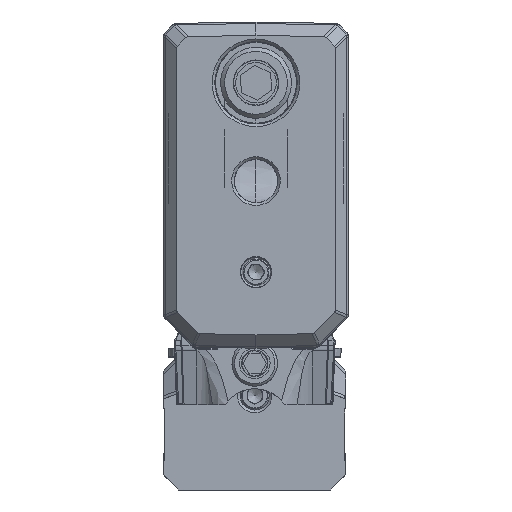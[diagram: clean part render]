
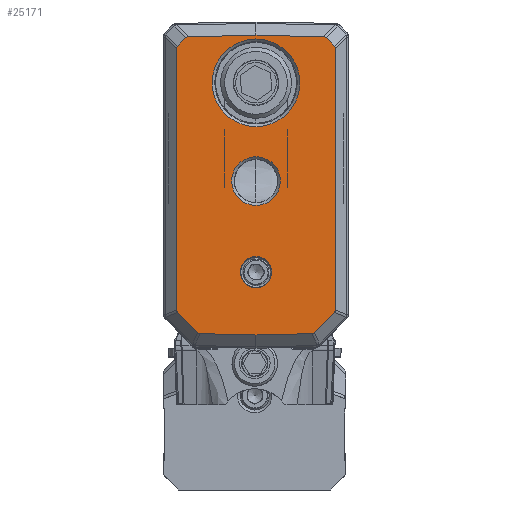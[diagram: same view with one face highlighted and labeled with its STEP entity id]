
A CAD part, front view. The second image highlights one B-rep face of the part: STEP entity #25171.
In plain terms, the highlighted planar face has unit normal (0, -1, 0).
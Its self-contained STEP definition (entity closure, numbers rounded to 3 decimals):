
#4015=ELLIPSE('',#117867,0.859,0.5);
#4016=ELLIPSE('',#117869,0.859,0.5);
#4017=ELLIPSE('',#117871,0.736,0.5);
#4018=ELLIPSE('',#117873,0.735,0.5);
#4019=ELLIPSE('',#117875,0.735,0.5);
#4020=ELLIPSE('',#117877,0.736,0.5);
#4021=ELLIPSE('',#117879,0.859,0.5);
#4022=ELLIPSE('',#117881,0.859,0.5);
#19746=FACE_BOUND('',#39266,.T.);
#19747=FACE_BOUND('',#39267,.T.);
#19748=FACE_BOUND('',#39268,.T.);
#19749=FACE_BOUND('',#39269,.T.);
#25171=ADVANCED_FACE('',(#19746,#19747,#19748,#19749),#28052,.T.);
#28052=PLANE('',#117977);
#39266=EDGE_LOOP('',(#64995,#64996,#64997,#64998,#64999,#65000,#65001,#65002,
#65003,#65004,#65005,#65006,#65007,#65008,#65009,#65010,#65011,#65012));
#39267=EDGE_LOOP('',(#65013));
#39268=EDGE_LOOP('',(#65014));
#39269=EDGE_LOOP('',(#65015));
#64995=ORIENTED_EDGE('',*,*,#88237,.T.);
#64996=ORIENTED_EDGE('',*,*,#88131,.T.);
#64997=ORIENTED_EDGE('',*,*,#88232,.T.);
#64998=ORIENTED_EDGE('',*,*,#88128,.T.);
#64999=ORIENTED_EDGE('',*,*,#88240,.T.);
#65000=ORIENTED_EDGE('',*,*,#88254,.T.);
#65001=ORIENTED_EDGE('',*,*,#88110,.T.);
#65002=ORIENTED_EDGE('',*,*,#88233,.T.);
#65003=ORIENTED_EDGE('',*,*,#88113,.T.);
#65004=ORIENTED_EDGE('',*,*,#88238,.T.);
#65005=ORIENTED_EDGE('',*,*,#88116,.T.);
#65006=ORIENTED_EDGE('',*,*,#88231,.T.);
#65007=ORIENTED_EDGE('',*,*,#88119,.T.);
#65008=ORIENTED_EDGE('',*,*,#88255,.T.);
#65009=ORIENTED_EDGE('',*,*,#88235,.T.);
#65010=ORIENTED_EDGE('',*,*,#88122,.T.);
#65011=ORIENTED_EDGE('',*,*,#88230,.T.);
#65012=ORIENTED_EDGE('',*,*,#88125,.T.);
#65013=ORIENTED_EDGE('',*,*,#87631,.T.);
#65014=ORIENTED_EDGE('',*,*,#87633,.T.);
#65015=ORIENTED_EDGE('',*,*,#87627,.T.);
#74561=VERTEX_POINT('',#199481);
#74565=VERTEX_POINT('',#199517);
#74567=VERTEX_POINT('',#199522);
#74888=VERTEX_POINT('',#203363);
#74889=VERTEX_POINT('',#203365);
#74890=VERTEX_POINT('',#203369);
#74891=VERTEX_POINT('',#203371);
#74892=VERTEX_POINT('',#203375);
#74893=VERTEX_POINT('',#203377);
#74894=VERTEX_POINT('',#203381);
#74895=VERTEX_POINT('',#203383);
#74896=VERTEX_POINT('',#203387);
#74897=VERTEX_POINT('',#203389);
#74898=VERTEX_POINT('',#203393);
#74899=VERTEX_POINT('',#203395);
#74900=VERTEX_POINT('',#203399);
#74901=VERTEX_POINT('',#203401);
#74902=VERTEX_POINT('',#203405);
#74903=VERTEX_POINT('',#203407);
#74955=VERTEX_POINT('',#203765);
#74956=VERTEX_POINT('',#203773);
#87627=EDGE_CURVE('',#74561,#74561,#107748,.T.);
#87631=EDGE_CURVE('',#74565,#74565,#107750,.T.);
#87633=EDGE_CURVE('',#74567,#74567,#107752,.T.);
#88110=EDGE_CURVE('',#74888,#74889,#4015,.T.);
#88113=EDGE_CURVE('',#74890,#74891,#4016,.T.);
#88116=EDGE_CURVE('',#74892,#74893,#4017,.T.);
#88119=EDGE_CURVE('',#74894,#74895,#4018,.T.);
#88122=EDGE_CURVE('',#74896,#74897,#4019,.T.);
#88125=EDGE_CURVE('',#74898,#74899,#4020,.T.);
#88128=EDGE_CURVE('',#74900,#74901,#4021,.T.);
#88131=EDGE_CURVE('',#74902,#74903,#4022,.T.);
#88230=EDGE_CURVE('',#74897,#74898,#96686,.T.);
#88231=EDGE_CURVE('',#74893,#74894,#96687,.T.);
#88232=EDGE_CURVE('',#74903,#74900,#96688,.T.);
#88233=EDGE_CURVE('',#74889,#74890,#96689,.T.);
#88235=EDGE_CURVE('',#74955,#74896,#96690,.T.);
#88237=EDGE_CURVE('',#74899,#74902,#96692,.T.);
#88238=EDGE_CURVE('',#74891,#74892,#96693,.T.);
#88240=EDGE_CURVE('',#74901,#74956,#96695,.T.);
#88254=EDGE_CURVE('',#74956,#74888,#96699,.T.);
#88255=EDGE_CURVE('',#74895,#74955,#96700,.T.);
#96686=LINE('',#203752,#104910);
#96687=LINE('',#203754,#104911);
#96688=LINE('',#203756,#104912);
#96689=LINE('',#203758,#104913);
#96690=LINE('',#203764,#104914);
#96692=LINE('',#203768,#104916);
#96693=LINE('',#203770,#104917);
#96695=LINE('',#203774,#104919);
#96699=LINE('',#203809,#104923);
#96700=LINE('',#203810,#104924);
#104910=VECTOR('',#141386,1.);
#104911=VECTOR('',#141389,1.);
#104912=VECTOR('',#141392,1.);
#104913=VECTOR('',#141395,1.);
#104914=VECTOR('',#141404,1.);
#104916=VECTOR('',#141408,1.);
#104917=VECTOR('',#141411,1.);
#104919=VECTOR('',#141415,1.);
#104923=VECTOR('',#141455,1.);
#104924=VECTOR('',#141456,1.);
#107748=CIRCLE('',#117599,2.4);
#107750=CIRCLE('',#117603,1.55);
#107752=CIRCLE('',#117606,4.323);
#117599=AXIS2_PLACEMENT_3D('',#199480,#140429,#140430);
#117603=AXIS2_PLACEMENT_3D('',#199516,#140437,#140438);
#117606=AXIS2_PLACEMENT_3D('',#199521,#140443,#140444);
#117867=AXIS2_PLACEMENT_3D('',#203366,#141162,#141163);
#117869=AXIS2_PLACEMENT_3D('',#203372,#141168,#141169);
#117871=AXIS2_PLACEMENT_3D('',#203378,#141174,#141175);
#117873=AXIS2_PLACEMENT_3D('',#203384,#141180,#141181);
#117875=AXIS2_PLACEMENT_3D('',#203390,#141186,#141187);
#117877=AXIS2_PLACEMENT_3D('',#203396,#141192,#141193);
#117879=AXIS2_PLACEMENT_3D('',#203402,#141198,#141199);
#117881=AXIS2_PLACEMENT_3D('',#203408,#141204,#141205);
#117977=AXIS2_PLACEMENT_3D('',#203811,#141457,#141458);
#140429=DIRECTION('',(0.,1.,0.));
#140430=DIRECTION('',(0.,0.,-1.));
#140437=DIRECTION('',(0.,1.,0.));
#140438=DIRECTION('',(0.,0.,-1.));
#140443=DIRECTION('',(0.,1.,0.));
#140444=DIRECTION('',(0.,0.,-1.));
#141162=DIRECTION('',(0.,-1.,0.));
#141163=DIRECTION('',(0.716,0.,-0.698));
#141168=DIRECTION('',(0.,-1.,0.));
#141169=DIRECTION('',(0.716,0.,-0.698));
#141174=DIRECTION('',(0.,-1.,0.));
#141175=DIRECTION('',(-0.926,0.,-0.379));
#141180=DIRECTION('',(0.,-1.,0.));
#141181=DIRECTION('',(-0.398,0.,-0.917));
#141186=DIRECTION('',(0.,-1.,0.));
#141187=DIRECTION('',(-0.398,0.,0.917));
#141192=DIRECTION('',(0.,-1.,0.));
#141193=DIRECTION('',(-0.926,0.,0.379));
#141198=DIRECTION('',(0.,-1.,0.));
#141199=DIRECTION('',(0.716,0.,0.698));
#141204=DIRECTION('',(0.,-1.,0.));
#141205=DIRECTION('',(0.716,0.,0.698));
#141386=DIRECTION('',(0.701,0.,0.713));
#141389=DIRECTION('',(0.701,0.,-0.713));
#141392=DIRECTION('',(-0.698,0.,0.716));
#141395=DIRECTION('',(-0.698,0.,-0.716));
#141404=DIRECTION('',(1.,0.,0.025));
#141408=DIRECTION('',(0.,0.,1.));
#141411=DIRECTION('',(0.,0.,-1.));
#141415=DIRECTION('',(-1.,0.,0.025));
#141455=DIRECTION('',(-1.,0.,-0.025));
#141456=DIRECTION('',(1.,0.,-0.025));
#141457=DIRECTION('',(0.,-1.,0.));
#141458=DIRECTION('',(0.,0.,-1.));
#199480=CARTESIAN_POINT('',(0.125,-28.5,-15.7));
#199481=CARTESIAN_POINT('',(0.125,-28.5,-18.1));
#199516=CARTESIAN_POINT('',(0.125,-28.5,-24.7));
#199517=CARTESIAN_POINT('',(0.125,-28.5,-26.25));
#199521=CARTESIAN_POINT('',(0.125,-28.5,-6.));
#199522=CARTESIAN_POINT('',(0.125,-28.5,-10.323));
#203363=CARTESIAN_POINT('',(-6.564,-28.5,-1.465));
#203365=CARTESIAN_POINT('',(-6.816,-28.5,-1.564));
#203366=CARTESIAN_POINT('',(-6.201,-28.5,-2.163));
#203369=CARTESIAN_POINT('',(-7.608,-28.5,-2.375));
#203371=CARTESIAN_POINT('',(-7.7,-28.5,-2.63));
#203372=CARTESIAN_POINT('',(-6.993,-28.5,-2.975));
#203375=CARTESIAN_POINT('',(-7.7,-28.5,-28.416));
#203377=CARTESIAN_POINT('',(-7.599,-28.5,-28.664));
#203378=CARTESIAN_POINT('',(-6.993,-28.5,-28.272));
#203381=CARTESIAN_POINT('',(-5.639,-28.5,-30.658));
#203383=CARTESIAN_POINT('',(-5.396,-28.5,-30.764));
#203384=CARTESIAN_POINT('',(-5.235,-28.5,-30.06));
#203387=CARTESIAN_POINT('',(5.646,-28.5,-30.764));
#203389=CARTESIAN_POINT('',(5.889,-28.5,-30.658));
#203390=CARTESIAN_POINT('',(5.485,-28.5,-30.06));
#203393=CARTESIAN_POINT('',(7.849,-28.5,-28.664));
#203395=CARTESIAN_POINT('',(7.95,-28.5,-28.416));
#203396=CARTESIAN_POINT('',(7.243,-28.5,-28.272));
#203399=CARTESIAN_POINT('',(7.066,-28.5,-1.564));
#203401=CARTESIAN_POINT('',(6.814,-28.5,-1.465));
#203402=CARTESIAN_POINT('',(6.451,-28.5,-2.163));
#203405=CARTESIAN_POINT('',(7.95,-28.5,-2.63));
#203407=CARTESIAN_POINT('',(7.858,-28.5,-2.375));
#203408=CARTESIAN_POINT('',(7.243,-28.5,-2.975));
#203752=CARTESIAN_POINT('',(-2.196,-28.5,-38.886));
#203754=CARTESIAN_POINT('',(-6.519,-28.5,-29.762));
#203756=CARTESIAN_POINT('',(14.544,-28.5,-9.227));
#203758=CARTESIAN_POINT('',(-23.195,-28.5,-18.349));
#203764=CARTESIAN_POINT('',(-9.027,-28.5,-31.126));
#203765=CARTESIAN_POINT('',(0.125,-28.5,-30.9));
#203768=CARTESIAN_POINT('',(7.95,-28.5,-32.2));
#203770=CARTESIAN_POINT('',(-7.7,-28.5,-32.2));
#203773=CARTESIAN_POINT('',(0.125,-28.5,-1.3));
#203774=CARTESIAN_POINT('',(-8.232,-28.5,-1.094));
#203809=CARTESIAN_POINT('',(-9.757,-28.5,-1.544));
#203810=CARTESIAN_POINT('',(-8.962,-28.5,-30.676));
#203811=CARTESIAN_POINT('',(-9.,-28.5,-32.2));
